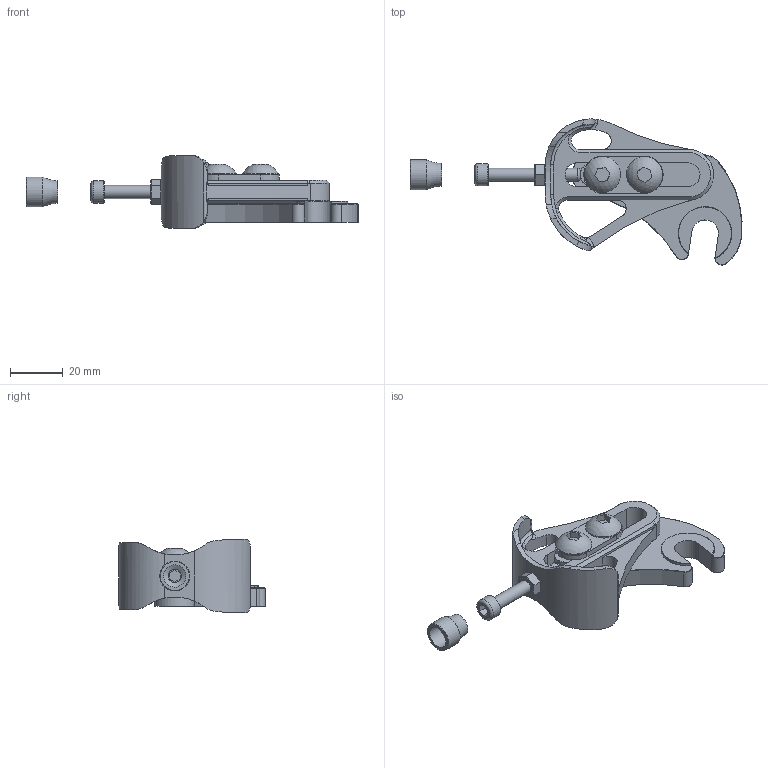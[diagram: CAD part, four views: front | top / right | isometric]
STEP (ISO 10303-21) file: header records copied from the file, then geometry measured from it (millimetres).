
FILE_DESCRIPTION (( 'STEP AP214' ), '1' );
FILE_NAME ('DR4013 flange.STEP', '2013-09-12T17:35:34', ( '' ), ( '' ), 'SwSTEP 2.0', 'SolidWorks 2012', '' );
FILE_SCHEMA (( 'AUTOMOTIVE_DESIGN' ));
Length unit declared in the file: inch
Products named in the file (8): DS0001; DR4013; MS5001; MS2016; MS2013; MS2012; MS1013; DR4013 flange
Assembly tree (8 placements, depth 2):
  DR4013 flange
    MS1013
    MS2012  x2
    MS2013
    MS2016
    MS5001
    DR4013
    DS0001
Bounding box: 126.3 x 55.57 x 27.85 mm (x, y, z)
Volume: 28224.3 mm3; surface area: 17708.2 mm2
Topology: 8 solids, 8 shells, 221 faces, 554 edges, 350 vertices
Faces by surface type: plane 79, cylinder 78, cone 32, bspline 17, torus 13, sphere 2
Full cylindrical faces by diameter (mm): 4.216 x1, 5 x3, 7.925 x2, 8 x2, 8.3 x2, 8.5 x2, 11.4 x1, 13.7 x2
Entity records: 8159 total; most frequent: CARTESIAN_POINT 3191, ORIENTED_EDGE 998, DIRECTION 861, EDGE_CURVE 499, AXIS2_PLACEMENT_3D 343, VERTEX_POINT 329, EDGE_LOOP 254, FACE_OUTER_BOUND 228
